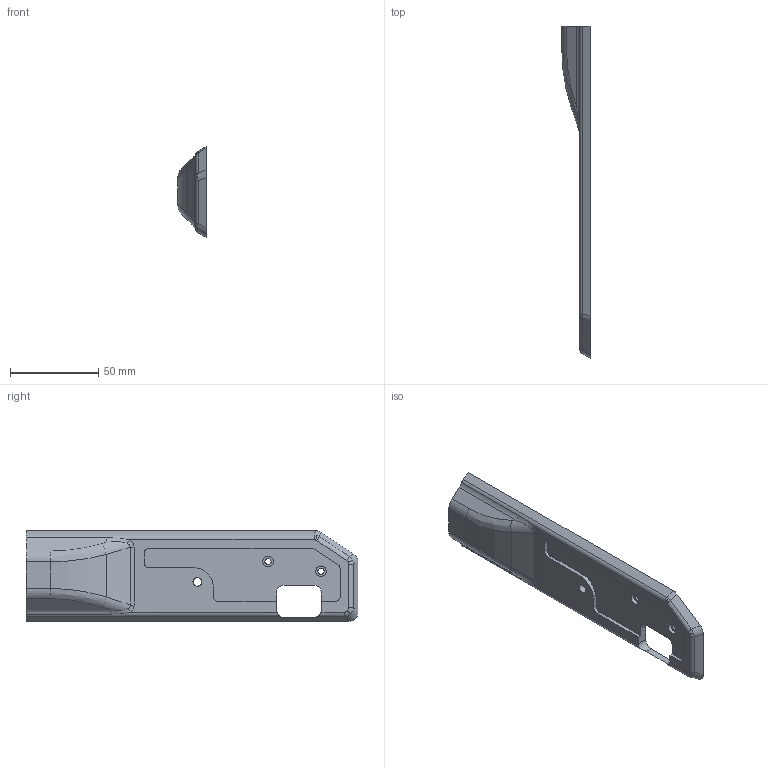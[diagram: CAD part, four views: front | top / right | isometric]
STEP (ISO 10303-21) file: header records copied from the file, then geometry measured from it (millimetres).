
FILE_DESCRIPTION(('HOOPS Exchange Step'),'2;1');
FILE_NAME('temp_export','2026-04-05T14:24:33-05:00',('mobile'),('Shapr3D Limited'),'HOOPS Exchange 2025.9','Shapr3D','Authorized');
FILE_SCHEMA( ('AP242_MANAGED_MODEL_BASED_3D_ENGINEERING_MIM_LF {1 0 10303 442 1 1 4}') );
Length unit declared in the file: millimetre
Products named in the file (4): Side Plates; Done; Plate FR.step; root
Assembly tree (3 placements, depth 4):
  root
    Plate FR.step
      Done
        Side Plates
Bounding box: 16 x 187.9 x 51.38 mm (x, y, z)
Volume: 56693 mm3; surface area: 22401.5 mm2
Topology: 1 solids, 1 shells, 87 faces, 232 edges, 152 vertices
Faces by surface type: plane 37, cylinder 35, bspline 12, cone 3
Full cylindrical faces by diameter (mm): 3.5 x2, 4.9 x3, 5 x1, 6 x2
Entity records: 4528 total; most frequent: CARTESIAN_POINT 2292, ORIENTED_EDGE 464, DIRECTION 428, EDGE_CURVE 232, AXIS2_PLACEMENT_3D 152, VERTEX_POINT 152, VECTOR 124, LINE 124
